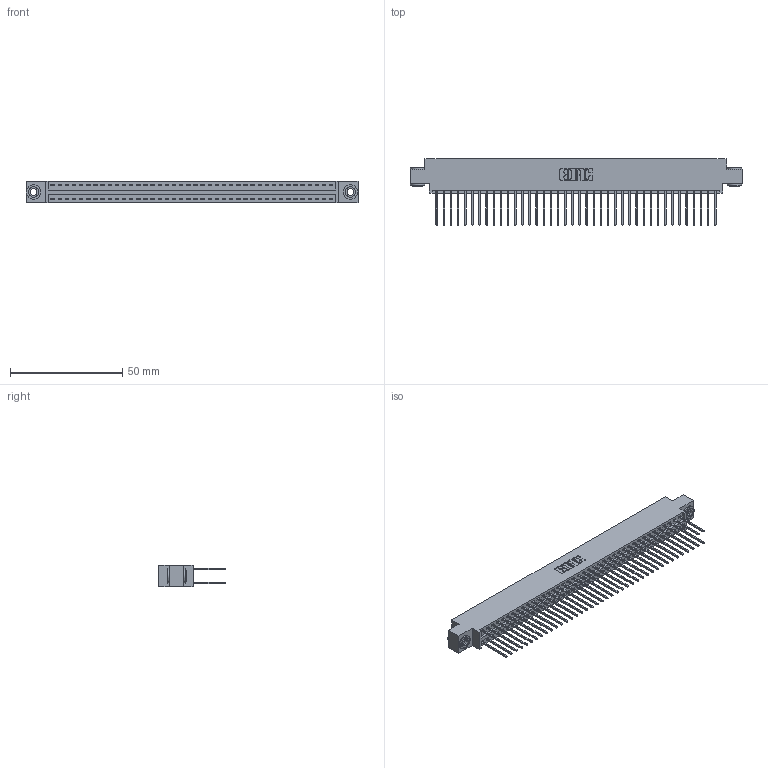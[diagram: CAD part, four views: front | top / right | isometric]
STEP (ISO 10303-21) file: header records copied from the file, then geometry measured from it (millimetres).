
FILE_DESCRIPTION (( 'STEP AP203' ), '1' );
FILE_NAME ('346-080-540-803.STEP', '2018-08-29T07:39:45', ( '' ), ( '' ), 'SwSTEP 2.0', 'SolidWorks 2016', '' );
FILE_SCHEMA (( 'CONFIG_CONTROL_DESIGN' ));
Length unit declared in the file: inch
Products named in the file (4): 346 Part_0.170 Offset - 0.156 Dia-TH; 345-292-001_345-293-140; 345-250-002_345-250-002-102; 346-080-540-803
Assembly tree (83 placements, depth 2):
  346-080-540-803
    346 Part_0.170 Offset - 0.156 Dia-TH
    345-292-001_345-293-140  x80
    345-250-002_345-250-002-102  x2
Bounding box: 147.57 x 29.46 x 9.4 mm (x, y, z)
Volume: 14542.8 mm3; surface area: 21786.9 mm2
Topology: 83 solids, 83 shells, 4324 faces, 12817 edges, 8434 vertices
Faces by surface type: plane 2890, cylinder 1426, cone 8
Entity records: 27174 total; most frequent: CARTESIAN_POINT 4459, ORIENTED_EDGE 4386, DIRECTION 4011, EDGE_CURVE 2193, LINE 1877, VECTOR 1877, VERTEX_POINT 1458, AXIS2_PLACEMENT_3D 1067
